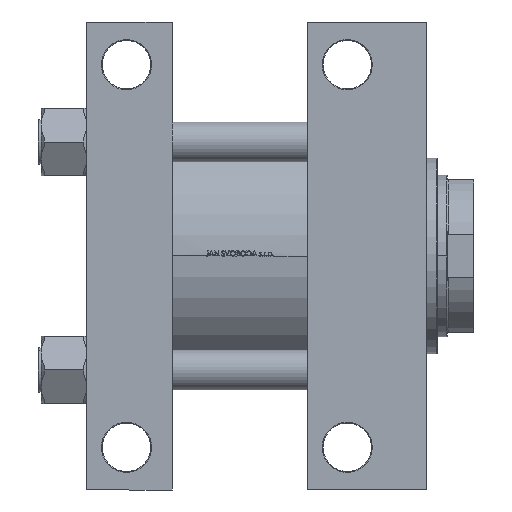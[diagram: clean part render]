
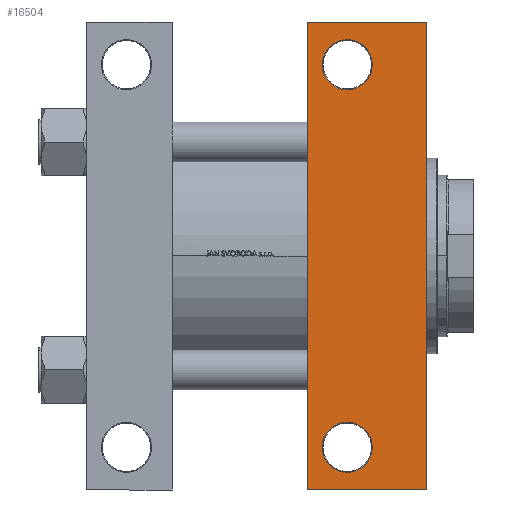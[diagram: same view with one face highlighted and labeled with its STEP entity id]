
A CAD part, front view. The second image highlights one B-rep face of the part: STEP entity #16504.
In plain terms, the highlighted face is planar.
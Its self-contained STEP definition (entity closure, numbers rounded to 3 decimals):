
#925 = EDGE_CURVE ( 'NONE', #9703, #3045, #7981, .T. ) ;
#1097 = DIRECTION ( 'NONE',  ( 0., 1., 0. ) ) ;
#1408 = LINE ( 'NONE', #8199, #46656 ) ;
#1877 = ORIENTED_EDGE ( 'NONE', *, *, #29757, .T. ) ;
#2054 = EDGE_LOOP ( 'NONE', ( #22463, #23893, #1877, #22412 ) ) ;
#2931 = CARTESIAN_POINT ( 'NONE',  ( 231., -159., -102.5 ) ) ;
#3045 = VERTEX_POINT ( 'NONE', #46753 ) ;
#4212 = ORIENTED_EDGE ( 'NONE', *, *, #43608, .T. ) ;
#4424 = CARTESIAN_POINT ( 'NONE',  ( 231., 102.5, -102.5 ) ) ;
#4653 = DIRECTION ( 'NONE',  ( 0., -1., 0. ) ) ;
#6300 = ORIENTED_EDGE ( 'NONE', *, *, #38142, .T. ) ;
#7981 = CIRCLE ( 'NONE', #17285, 17. ) ;
#8199 = CARTESIAN_POINT ( 'NONE',  ( 150., 102.5, -102.5 ) ) ;
#8855 = DIRECTION ( 'NONE',  ( 0., 0., 1. ) ) ;
#9703 = VERTEX_POINT ( 'NONE', #15777 ) ;
#9871 = CARTESIAN_POINT ( 'NONE',  ( 231., 102.5, -102.5 ) ) ;
#10625 = DIRECTION ( 'NONE',  ( 0., 0., 1. ) ) ;
#11338 = LINE ( 'NONE', #18622, #32502 ) ;
#11461 = LINE ( 'NONE', #4424, #24302 ) ;
#13221 = CARTESIAN_POINT ( 'NONE',  ( 177., -130., -102.5 ) ) ;
#13227 = VERTEX_POINT ( 'NONE', #45106 ) ;
#14388 = CARTESIAN_POINT ( 'NONE',  ( 150., 159., -102.5 ) ) ;
#14433 = EDGE_CURVE ( 'NONE', #40999, #25236, #11338, .T. ) ;
#14982 = CARTESIAN_POINT ( 'NONE',  ( 177., 130., -102.5 ) ) ;
#15777 = CARTESIAN_POINT ( 'NONE',  ( 194., -130., -102.5 ) ) ;
#16417 = CARTESIAN_POINT ( 'NONE',  ( 150., -159., -102.5 ) ) ;
#16504 = ADVANCED_FACE ( 'NONE', ( #43135, #35387, #39749 ), #17403, .T. ) ;
#16916 = DIRECTION ( 'NONE',  ( 0., 1., 0. ) ) ;
#17285 = AXIS2_PLACEMENT_3D ( 'NONE', #27511, #19989, #35295 ) ;
#17403 = PLANE ( 'NONE',  #37978 ) ;
#18622 = CARTESIAN_POINT ( 'NONE',  ( 150., 159., -102.5 ) ) ;
#19989 = DIRECTION ( 'NONE',  ( 0., 0., 1. ) ) ;
#22181 = ORIENTED_EDGE ( 'NONE', *, *, #34682, .T. ) ;
#22412 = ORIENTED_EDGE ( 'NONE', *, *, #30408, .T. ) ;
#22463 = ORIENTED_EDGE ( 'NONE', *, *, #22779, .F. ) ;
#22779 = EDGE_CURVE ( 'NONE', #40999, #43524, #1408, .T. ) ;
#23893 = ORIENTED_EDGE ( 'NONE', *, *, #14433, .T. ) ;
#24302 = VECTOR ( 'NONE', #4653, 1000. ) ;
#24954 = CARTESIAN_POINT ( 'NONE',  ( 231., 159., -102.5 ) ) ;
#24986 = VERTEX_POINT ( 'NONE', #2931 ) ;
#25083 = CIRCLE ( 'NONE', #28155, 17. ) ;
#25236 = VERTEX_POINT ( 'NONE', #24954 ) ;
#25395 = DIRECTION ( 'NONE',  ( 0., 0., -1. ) ) ;
#27285 = DIRECTION ( 'NONE',  ( 0., 0., 1. ) ) ;
#27511 = CARTESIAN_POINT ( 'NONE',  ( 177., -130., -102.5 ) ) ;
#28155 = AXIS2_PLACEMENT_3D ( 'NONE', #13221, #8855, #1097 ) ;
#28225 = CIRCLE ( 'NONE', #45262, 17. ) ;
#29743 = VERTEX_POINT ( 'NONE', #33814 ) ;
#29757 = EDGE_CURVE ( 'NONE', #25236, #24986, #11461, .T. ) ;
#30408 = EDGE_CURVE ( 'NONE', #24986, #43524, #38764, .T. ) ;
#32502 = VECTOR ( 'NONE', #37571, 1000. ) ;
#33516 = AXIS2_PLACEMENT_3D ( 'NONE', #14982, #10625, #36609 ) ;
#33814 = CARTESIAN_POINT ( 'NONE',  ( 194., 130., -102.5 ) ) ;
#34269 = CIRCLE ( 'NONE', #33516, 17. ) ;
#34682 = EDGE_CURVE ( 'NONE', #29743, #13227, #34269, .T. ) ;
#35295 = DIRECTION ( 'NONE',  ( 0., 1., 0. ) ) ;
#35387 = FACE_BOUND ( 'NONE', #45929, .T. ) ;
#36609 = DIRECTION ( 'NONE',  ( 0., 1., 0. ) ) ;
#37271 = CARTESIAN_POINT ( 'NONE',  ( 150., -159., -102.5 ) ) ;
#37571 = DIRECTION ( 'NONE',  ( 1., 0., 0. ) ) ;
#37749 = ORIENTED_EDGE ( 'NONE', *, *, #925, .T. ) ;
#37978 = AXIS2_PLACEMENT_3D ( 'NONE', #9871, #25395, #16916 ) ;
#38078 = DIRECTION ( 'NONE',  ( 0., -1., 0. ) ) ;
#38142 = EDGE_CURVE ( 'NONE', #3045, #9703, #25083, .T. ) ;
#38469 = CARTESIAN_POINT ( 'NONE',  ( 177., 130., -102.5 ) ) ;
#38764 = LINE ( 'NONE', #16417, #39936 ) ;
#39006 = DIRECTION ( 'NONE',  ( -1., 0., 0. ) ) ;
#39749 = FACE_OUTER_BOUND ( 'NONE', #2054, .T. ) ;
#39936 = VECTOR ( 'NONE', #39006, 1000. ) ;
#40999 = VERTEX_POINT ( 'NONE', #14388 ) ;
#42058 = EDGE_LOOP ( 'NONE', ( #4212, #22181 ) ) ;
#43135 = FACE_BOUND ( 'NONE', #42058, .T. ) ;
#43524 = VERTEX_POINT ( 'NONE', #37271 ) ;
#43608 = EDGE_CURVE ( 'NONE', #13227, #29743, #28225, .T. ) ;
#45106 = CARTESIAN_POINT ( 'NONE',  ( 160., 130., -102.5 ) ) ;
#45262 = AXIS2_PLACEMENT_3D ( 'NONE', #38469, #27285, #45489 ) ;
#45489 = DIRECTION ( 'NONE',  ( 0., 1., 0. ) ) ;
#45929 = EDGE_LOOP ( 'NONE', ( #6300, #37749 ) ) ;
#46656 = VECTOR ( 'NONE', #38078, 1000. ) ;
#46753 = CARTESIAN_POINT ( 'NONE',  ( 160., -130., -102.5 ) ) ;
